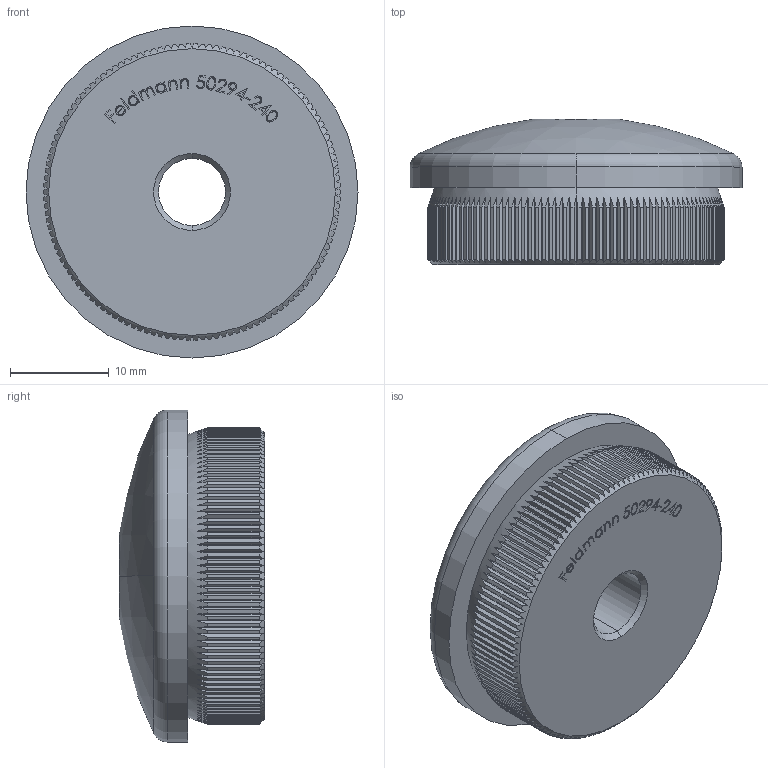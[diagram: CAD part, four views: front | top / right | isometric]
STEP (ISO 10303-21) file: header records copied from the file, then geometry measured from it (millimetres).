
FILE_DESCRIPTION (( 'STEP AP203' ), '1' );
FILE_NAME ('50288-240.step', '2018-10-25T11:46:06', ( '' ), ( '' ), 'SwSTEP 2.0', 'SolidWorks 2015', '' );
FILE_SCHEMA (( 'CONFIG_CONTROL_DESIGN' ));
Length unit declared in the file: millimetre
Products named in the file (1): 50288-240
Bounding box: 33.7 x 14.73 x 33.7 mm (x, y, z)
Volume: 9437.9 mm3; surface area: 3460.3 mm2
Topology: 1 solids, 1 shells, 633 faces, 1808 edges, 1202 vertices
Faces by surface type: plane 392, cylinder 134, bspline 95, cone 8, torus 2, sphere 2
Entity records: 26587 total; most frequent: CARTESIAN_POINT 11387, ORIENTED_EDGE 3616, DIRECTION 2462, EDGE_CURVE 1808, VERTEX_POINT 1202, AXIS2_PLACEMENT_3D 825, VECTOR 812, LINE 812
